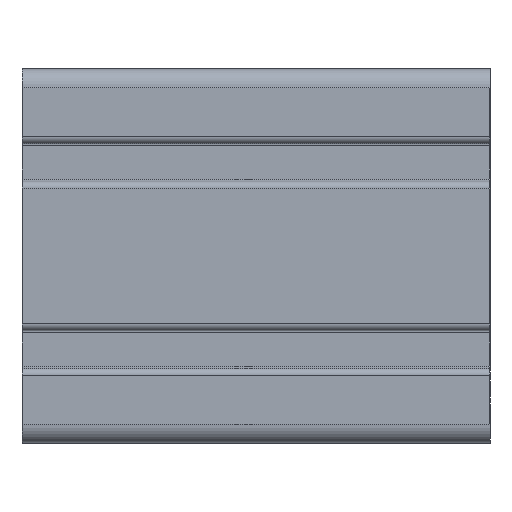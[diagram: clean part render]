
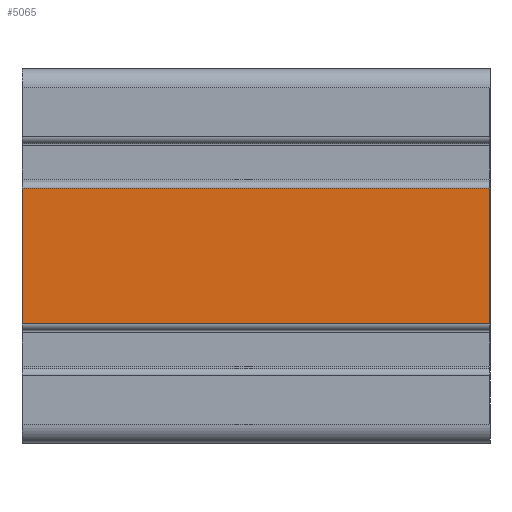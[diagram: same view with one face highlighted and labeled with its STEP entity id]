
A CAD part, left-side view. The second image highlights one B-rep face of the part: STEP entity #5065.
In plain terms, the highlighted planar face has unit normal (-1, 0, 0).
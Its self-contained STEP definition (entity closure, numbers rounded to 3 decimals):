
#1007 = VERTEX_POINT('',#1008);
#1008 = CARTESIAN_POINT('',(-40.,-50.,14.5));
#1015 = EDGE_CURVE('',#1007,#1016,#1018,.T.);
#1016 = VERTEX_POINT('',#1017);
#1017 = CARTESIAN_POINT('',(-40.,-50.,-14.5));
#1018 = LINE('',#1019,#1020);
#1019 = CARTESIAN_POINT('',(-40.,-50.,40.));
#1020 = VECTOR('',#1021,1.);
#1021 = DIRECTION('',(0.,0.,-1.));
#4752 = VERTEX_POINT('',#4753);
#4753 = CARTESIAN_POINT('',(-40.,50.,-14.5));
#4760 = EDGE_CURVE('',#4761,#4752,#4763,.T.);
#4761 = VERTEX_POINT('',#4762);
#4762 = CARTESIAN_POINT('',(-40.,50.,14.5));
#4763 = LINE('',#4764,#4765);
#4764 = CARTESIAN_POINT('',(-40.,50.,40.));
#4765 = VECTOR('',#4766,1.);
#4766 = DIRECTION('',(0.,0.,-1.));
#5038 = EDGE_CURVE('',#4752,#1016,#5039,.T.);
#5039 = LINE('',#5040,#5041);
#5040 = CARTESIAN_POINT('',(-40.,101.529,-14.5));
#5041 = VECTOR('',#5042,1.);
#5042 = DIRECTION('',(0.,-1.,0.));
#5065 = ADVANCED_FACE('',(#5066),#5077,.F.);
#5066 = FACE_BOUND('',#5067,.T.);
#5067 = EDGE_LOOP('',(#5068,#5074,#5075,#5076));
#5068 = ORIENTED_EDGE('',*,*,#5069,.F.);
#5069 = EDGE_CURVE('',#4761,#1007,#5070,.T.);
#5070 = LINE('',#5071,#5072);
#5071 = CARTESIAN_POINT('',(-40.,-50.,14.5));
#5072 = VECTOR('',#5073,1.);
#5073 = DIRECTION('',(0.,-1.,0.));
#5074 = ORIENTED_EDGE('',*,*,#4760,.T.);
#5075 = ORIENTED_EDGE('',*,*,#5038,.T.);
#5076 = ORIENTED_EDGE('',*,*,#1015,.F.);
#5077 = PLANE('',#5078);
#5078 = AXIS2_PLACEMENT_3D('',#5079,#5080,#5081);
#5079 = CARTESIAN_POINT('',(-40.,-50.,40.));
#5080 = DIRECTION('',(1.,0.,0.));
#5081 = DIRECTION('',(0.,0.,-1.));
